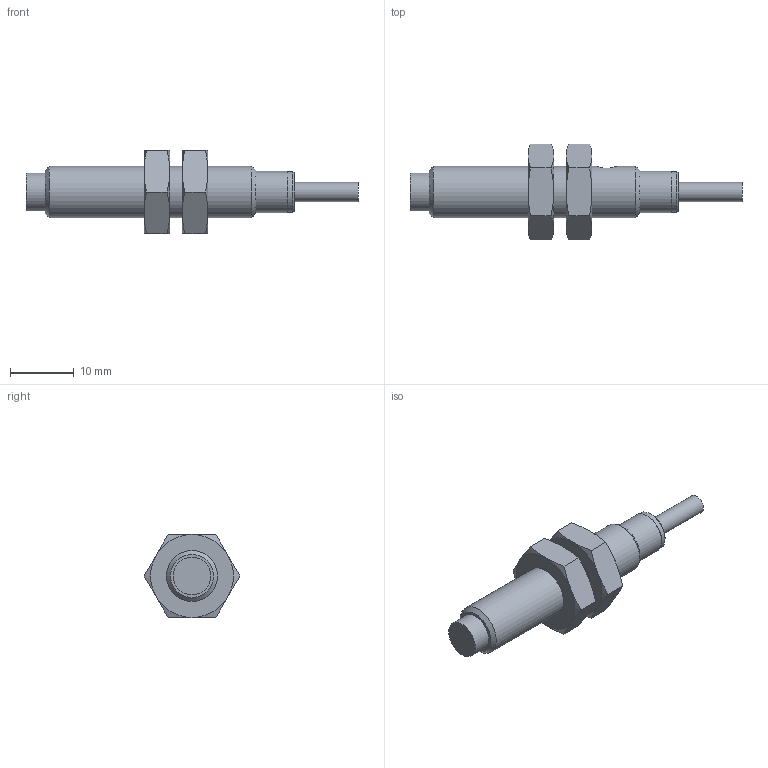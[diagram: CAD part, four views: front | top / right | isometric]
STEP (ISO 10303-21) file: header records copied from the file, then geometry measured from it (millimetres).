
FILE_DESCRIPTION (( 'STEP AP203' ), '1' );
FILE_NAME ('CE1-AP-2A.step', '2020-12-11T21:22:39', ( 'ADC123' ), ( 'Microsoft' ), 'SwSTEP 2.0', 'SolidWorks 2019', '' );
FILE_SCHEMA (( 'CONFIG_CONTROL_DESIGN' ));
Length unit declared in the file: inch
Products named in the file (1): CE1-AP-2A
Bounding box: 52 x 15.01 x 13 mm (x, y, z)
Volume: 2843.2 mm3; surface area: 2116.9 mm2
Topology: 3 solids, 3 shells, 68 faces, 141 edges, 85 vertices
Faces by surface type: cone 31, plane 28, cylinder 9
Full cylindrical faces by diameter (mm): 1.8 x1, 3 x2, 5.9 x1, 6.4 x1, 6.5 x1, 6.917 x2, 8 x1
Entity records: 1837 total; most frequent: CARTESIAN_POINT 466, DIRECTION 260, ORIENTED_EDGE 240, EDGE_CURVE 120, AXIS2_PLACEMENT_3D 120, EDGE_LOOP 94, VERTEX_POINT 80, FACE_OUTER_BOUND 77
